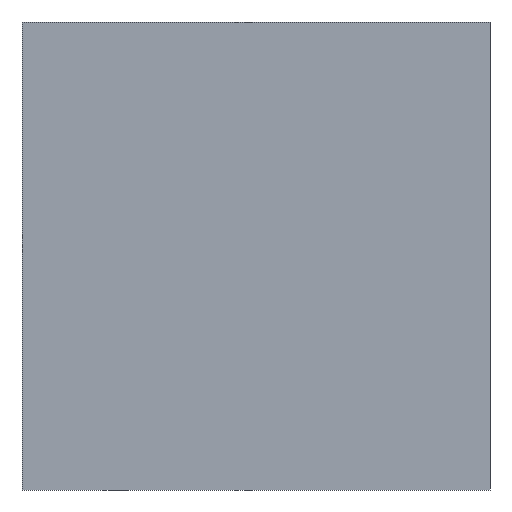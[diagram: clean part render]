
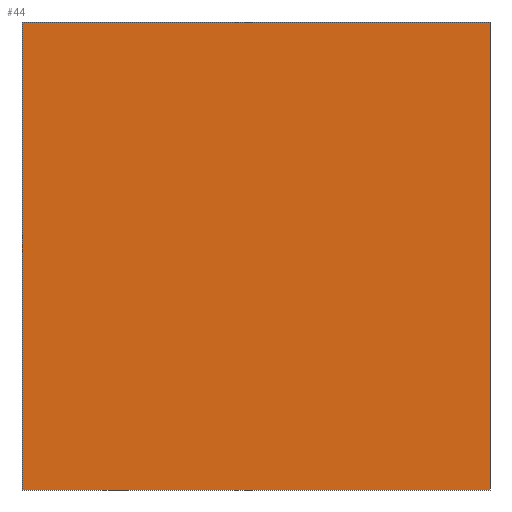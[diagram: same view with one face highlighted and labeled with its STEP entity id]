
A CAD part, left-side view. The second image highlights one B-rep face of the part: STEP entity #44.
In plain terms, the highlighted planar face has unit normal (-1, 0, 0).
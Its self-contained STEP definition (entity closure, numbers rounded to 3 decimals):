
#3 = VERTEX_POINT ( 'NONE', #268 ) ;
#7 = DIRECTION ( 'NONE',  ( 0., -1., 0. ) ) ;
#8 = LINE ( 'NONE', #117, #207 ) ;
#17 = ORIENTED_EDGE ( 'NONE', *, *, #216, .F. ) ;
#27 = VERTEX_POINT ( 'NONE', #59 ) ;
#37 = PLANE ( 'NONE',  #220 ) ;
#38 = EDGE_LOOP ( 'NONE', ( #149, #169, #17, #282 ) ) ;
#44 = ADVANCED_FACE ( 'NONE', ( #113 ), #37, .F. ) ;
#59 = CARTESIAN_POINT ( 'NONE',  ( -7.5, 20., 10. ) ) ;
#60 = LINE ( 'NONE', #163, #440 ) ;
#78 = DIRECTION ( 'NONE',  ( 0., 0., -1. ) ) ;
#92 = CARTESIAN_POINT ( 'NONE',  ( -7.5, 0., 10. ) ) ;
#110 = EDGE_CURVE ( 'NONE', #3, #425, #60, .T. ) ;
#113 = FACE_OUTER_BOUND ( 'NONE', #38, .T. ) ;
#114 = CARTESIAN_POINT ( 'NONE',  ( -7.5, 20., 10. ) ) ;
#117 = CARTESIAN_POINT ( 'NONE',  ( -7.5, 20., 10. ) ) ;
#149 = ORIENTED_EDGE ( 'NONE', *, *, #110, .T. ) ;
#150 = CARTESIAN_POINT ( 'NONE',  ( -7.5, 20., -10. ) ) ;
#163 = CARTESIAN_POINT ( 'NONE',  ( -7.5, 0., 10. ) ) ;
#167 = DIRECTION ( 'NONE',  ( 0., 0., 1. ) ) ;
#169 = ORIENTED_EDGE ( 'NONE', *, *, #342, .F. ) ;
#207 = VECTOR ( 'NONE', #256, 1000. ) ;
#216 = EDGE_CURVE ( 'NONE', #393, #27, #414, .T. ) ;
#220 = AXIS2_PLACEMENT_3D ( 'NONE', #346, #349, #78 ) ;
#252 = EDGE_CURVE ( 'NONE', #393, #3, #413, .T. ) ;
#254 = VECTOR ( 'NONE', #7, 1000. ) ;
#256 = DIRECTION ( 'NONE',  ( 0., -1., 0. ) ) ;
#268 = CARTESIAN_POINT ( 'NONE',  ( -7.5, 0., -10. ) ) ;
#282 = ORIENTED_EDGE ( 'NONE', *, *, #252, .T. ) ;
#284 = DIRECTION ( 'NONE',  ( 0., 0., 1. ) ) ;
#289 = VECTOR ( 'NONE', #284, 1000. ) ;
#316 = CARTESIAN_POINT ( 'NONE',  ( -7.5, 20., -10. ) ) ;
#342 = EDGE_CURVE ( 'NONE', #27, #425, #8, .T. ) ;
#346 = CARTESIAN_POINT ( 'NONE',  ( -7.5, 20., 10. ) ) ;
#349 = DIRECTION ( 'NONE',  ( 1., 0., 0. ) ) ;
#393 = VERTEX_POINT ( 'NONE', #150 ) ;
#413 = LINE ( 'NONE', #316, #254 ) ;
#414 = LINE ( 'NONE', #114, #289 ) ;
#425 = VERTEX_POINT ( 'NONE', #92 ) ;
#440 = VECTOR ( 'NONE', #167, 1000. ) ;
